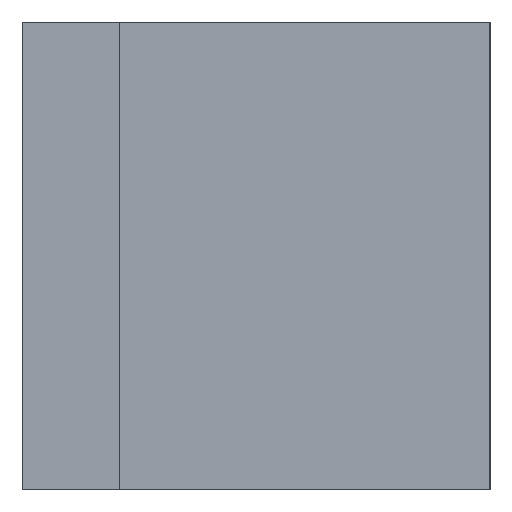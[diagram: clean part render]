
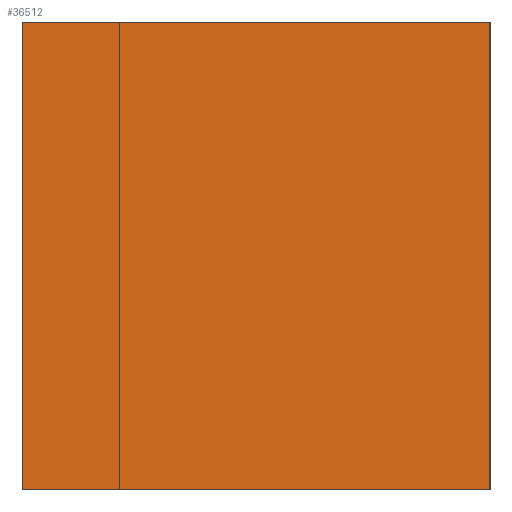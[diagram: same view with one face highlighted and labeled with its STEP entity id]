
A CAD part, left-side view. The second image highlights one B-rep face of the part: STEP entity #36512.
In plain terms, the highlighted planar face has unit normal (-1, 0, 0).
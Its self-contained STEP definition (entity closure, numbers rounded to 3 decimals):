
#951 = PLANE ( 'NONE',  #34836 ) ;
#4061 = VERTEX_POINT ( 'NONE', #5956 ) ;
#5718 = LINE ( 'NONE', #41047, #7605 ) ;
#5956 = CARTESIAN_POINT ( 'NONE',  ( 0., 0., 0. ) ) ;
#6258 = EDGE_LOOP ( 'NONE', ( #35804, #22036, #16297, #14034 ) ) ;
#7064 = CARTESIAN_POINT ( 'NONE',  ( 0., 12., 12. ) ) ;
#7605 = VECTOR ( 'NONE', #40820, 1000. ) ;
#10485 = DIRECTION ( 'NONE',  ( 0., 1., 0. ) ) ;
#12037 = CARTESIAN_POINT ( 'NONE',  ( 0., 12., 0. ) ) ;
#14034 = ORIENTED_EDGE ( 'NONE', *, *, #22161, .T. ) ;
#14355 = DIRECTION ( 'NONE',  ( 0., 0., 1. ) ) ;
#14952 = VECTOR ( 'NONE', #10485, 1000. ) ;
#16297 = ORIENTED_EDGE ( 'NONE', *, *, #24033, .T. ) ;
#16775 = CARTESIAN_POINT ( 'NONE',  ( 0., 0., 12. ) ) ;
#17292 = LINE ( 'NONE', #20745, #26653 ) ;
#18256 = DIRECTION ( 'NONE',  ( -1., 0., 0. ) ) ;
#20745 = CARTESIAN_POINT ( 'NONE',  ( 0., 12., 12. ) ) ;
#21735 = FACE_OUTER_BOUND ( 'NONE', #6258, .T. ) ;
#21959 = CARTESIAN_POINT ( 'NONE',  ( 0., 0., 12. ) ) ;
#22036 = ORIENTED_EDGE ( 'NONE', *, *, #39043, .F. ) ;
#22161 = EDGE_CURVE ( 'NONE', #34554, #38478, #17292, .T. ) ;
#22411 = VERTEX_POINT ( 'NONE', #16775 ) ;
#24001 = DIRECTION ( 'NONE',  ( 0., 1., 0. ) ) ;
#24033 = EDGE_CURVE ( 'NONE', #22411, #34554, #24338, .T. ) ;
#24338 = LINE ( 'NONE', #38417, #14952 ) ;
#26542 = CARTESIAN_POINT ( 'NONE',  ( 0., 0., 0. ) ) ;
#26653 = VECTOR ( 'NONE', #38766, 1000. ) ;
#27044 = EDGE_CURVE ( 'NONE', #4061, #38478, #34164, .T. ) ;
#34164 = LINE ( 'NONE', #26542, #37052 ) ;
#34554 = VERTEX_POINT ( 'NONE', #7064 ) ;
#34836 = AXIS2_PLACEMENT_3D ( 'NONE', #21959, #18256, #14355 ) ;
#35804 = ORIENTED_EDGE ( 'NONE', *, *, #27044, .F. ) ;
#36512 = ADVANCED_FACE ( 'NONE', ( #21735 ), #951, .T. ) ;
#37052 = VECTOR ( 'NONE', #24001, 1000. ) ;
#38417 = CARTESIAN_POINT ( 'NONE',  ( 0., 0., 12. ) ) ;
#38478 = VERTEX_POINT ( 'NONE', #12037 ) ;
#38766 = DIRECTION ( 'NONE',  ( 0., 0., -1. ) ) ;
#39043 = EDGE_CURVE ( 'NONE', #22411, #4061, #5718, .T. ) ;
#40820 = DIRECTION ( 'NONE',  ( 0., 0., -1. ) ) ;
#41047 = CARTESIAN_POINT ( 'NONE',  ( 0., 0., 12. ) ) ;
